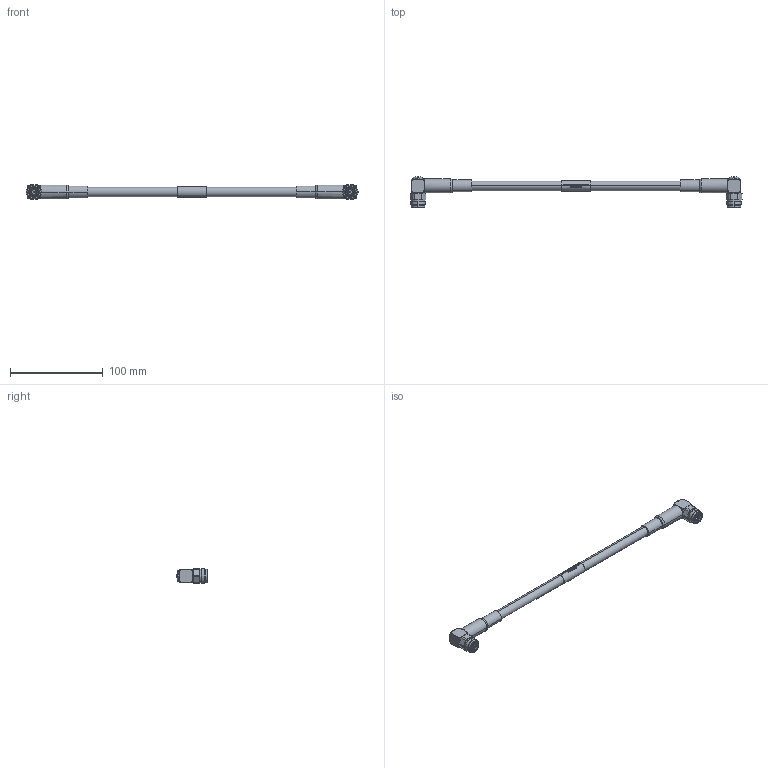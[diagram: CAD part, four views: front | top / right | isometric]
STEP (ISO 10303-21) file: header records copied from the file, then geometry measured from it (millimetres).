
FILE_DESCRIPTION (( 'STEP AP214' ), '1' );
FILE_NAME ('FMCA100176_3D.step', '2024-08-20T17:00:43', ( '' ), ( '' ), 'SwSTEP 2.0', 'SolidWorks 2022', '' );
FILE_SCHEMA (( 'AUTOMOTIVE_DESIGN' ));
Length unit declared in the file: inch
Products named in the file (7): Copy of TC-400-TM-RA-D_body^TC-400-TM-RA-D_FMCA100176; Copy of TC-400-TM-RA-D_ferrule^TC-400-TM-RA-D_FMCA100176; FM Cable Assy Label^FMCA100176_D_405; TC-400-TM-RA-D^FMCA100176; FMCA100176_3D; Copy of TC-400-TM-RA-D_cap^TC-400-TM-RA-D_FMCA100176; TCOM-195-240-400-600 for cable assy^FMCA100176_TCOM-400
Assembly tree (7 placements, depth 3):
  FMCA100176_3D
    TCOM-195-240-400-600 for cable assy^FMCA100176_TCOM-400
    FM Cable Assy Label^FMCA100176_D_405
    TC-400-TM-RA-D^FMCA100176  x2
      Copy of TC-400-TM-RA-D_body^TC-400-TM-RA-D_FMCA100176
      Copy of TC-400-TM-RA-D_cap^TC-400-TM-RA-D_FMCA100176
      Copy of TC-400-TM-RA-D_ferrule^TC-400-TM-RA-D_FMCA100176
Bounding box: 357.26 x 33.25 x 15.8 mm (x, y, z)
Volume: 45489.8 mm3; surface area: 33176.4 mm2
Topology: 8 solids, 14 shells, 1388 faces, 3506 edges, 2256 vertices
Faces by surface type: plane 814, cylinder 198, bspline 164, cone 160, torus 48, sphere 4
Entity records: 42020 total; most frequent: CARTESIAN_POINT 15340, ORIENTED_EDGE 6068, DIRECTION 4654, EDGE_CURVE 3034, VERTEX_POINT 1982, LINE 1790, VECTOR 1790, AXIS2_PLACEMENT_3D 1432
